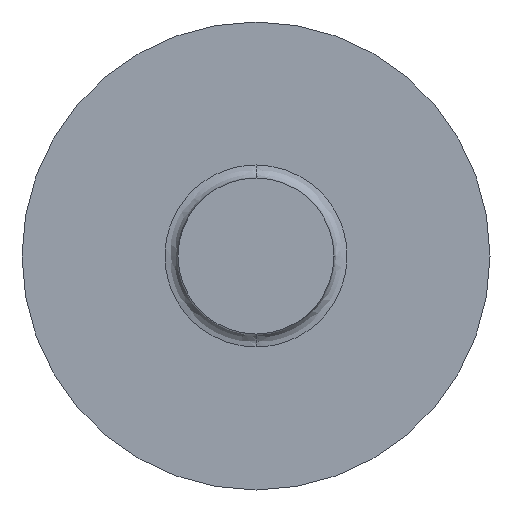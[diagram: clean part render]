
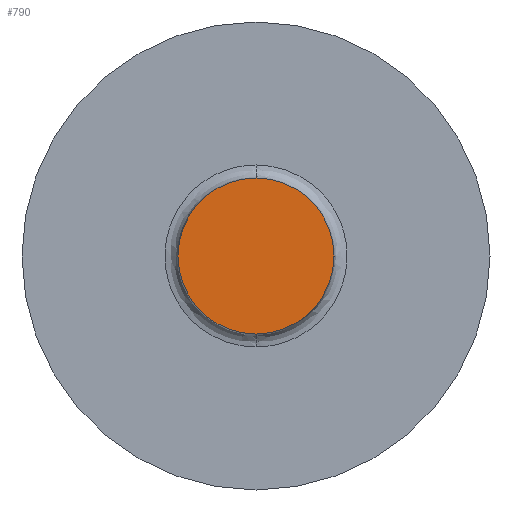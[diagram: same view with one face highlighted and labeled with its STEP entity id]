
A CAD part, front view. The second image highlights one B-rep face of the part: STEP entity #790.
In plain terms, the highlighted planar face has unit normal (0, -1, 0).
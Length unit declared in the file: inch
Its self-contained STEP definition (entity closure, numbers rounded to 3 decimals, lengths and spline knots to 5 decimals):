
#148 = AXIS2_PLACEMENT_3D ( 'NONE', #627, #647, #1164 ) ;
#200 = CARTESIAN_POINT ( 'NONE',  ( 0., -10.23622, 0.05906 ) ) ;
#253 = AXIS2_PLACEMENT_3D ( 'NONE', #200, #904, #349 ) ;
#254 = CARTESIAN_POINT ( 'NONE',  ( 0., -10.23622, 0. ) ) ;
#349 = DIRECTION ( 'NONE',  ( 1., 0., 0. ) ) ;
#452 = CIRCLE ( 'NONE', #148, 0.11811 ) ;
#485 = AXIS2_PLACEMENT_3D ( 'NONE', #254, #1475, #759 ) ;
#627 = CARTESIAN_POINT ( 'NONE',  ( 0., -10.23622, 0. ) ) ;
#647 = DIRECTION ( 'NONE',  ( 0., 1., 0. ) ) ;
#759 = DIRECTION ( 'NONE',  ( -1., 0., 0. ) ) ;
#790 = ADVANCED_FACE ( 'NONE', ( #1462 ), #1091, .T. ) ;
#904 = DIRECTION ( 'NONE',  ( 0., -1., 0. ) ) ;
#967 = VERTEX_POINT ( 'NONE', #1790 ) ;
#1091 = PLANE ( 'NONE',  #253 ) ;
#1164 = DIRECTION ( 'NONE',  ( -1., 0., 0. ) ) ;
#1462 = FACE_OUTER_BOUND ( 'NONE', #1661, .T. ) ;
#1475 = DIRECTION ( 'NONE',  ( 0., 1., 0. ) ) ;
#1563 = EDGE_CURVE ( 'NONE', #1955, #967, #1858, .T. ) ;
#1661 = EDGE_LOOP ( 'NONE', ( #1813, #2134 ) ) ;
#1709 = EDGE_CURVE ( 'NONE', #967, #1955, #452, .T. ) ;
#1790 = CARTESIAN_POINT ( 'NONE',  ( 0.11811, -10.23622, 0. ) ) ;
#1813 = ORIENTED_EDGE ( 'NONE', *, *, #1563, .F. ) ;
#1858 = CIRCLE ( 'NONE', #485, 0.11811 ) ;
#1928 = CARTESIAN_POINT ( 'NONE',  ( -0.11811, -10.23622, 0. ) ) ;
#1955 = VERTEX_POINT ( 'NONE', #1928 ) ;
#2134 = ORIENTED_EDGE ( 'NONE', *, *, #1709, .F. ) ;
